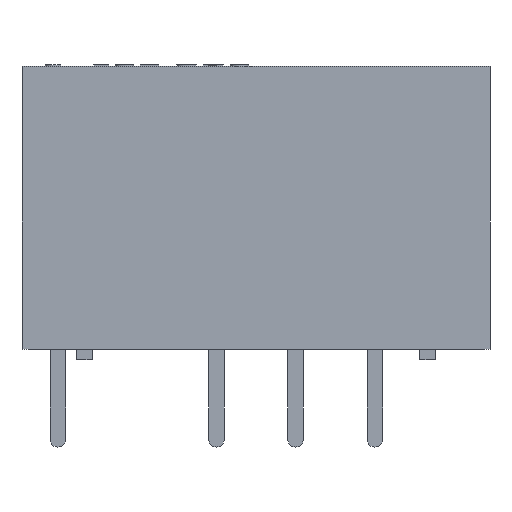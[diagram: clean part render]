
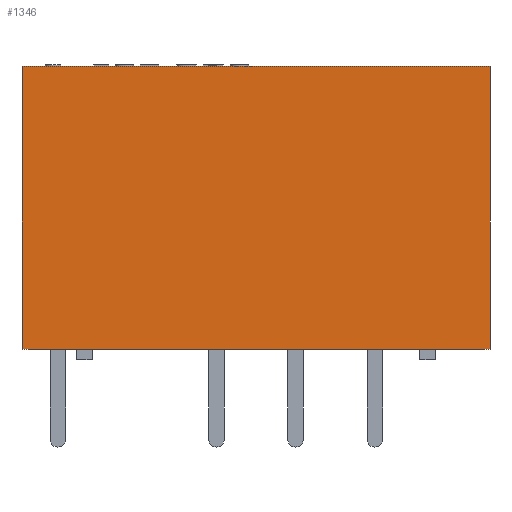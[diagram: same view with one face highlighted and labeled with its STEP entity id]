
A CAD part, left-side view. The second image highlights one B-rep face of the part: STEP entity #1346.
In plain terms, the highlighted planar face has unit normal (-1, 0, 0).
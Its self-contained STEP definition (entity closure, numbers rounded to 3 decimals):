
#24 = VERTEX_POINT('',#25);
#25 = CARTESIAN_POINT('',(-3.75,6.2,0.33));
#31 = EDGE_CURVE('',#24,#32,#34,.T.);
#32 = VERTEX_POINT('',#33);
#33 = CARTESIAN_POINT('',(-3.75,6.2,9.4));
#34 = LINE('',#35,#36);
#35 = CARTESIAN_POINT('',(-3.75,6.2,0.));
#36 = VECTOR('',#37,1.);
#37 = DIRECTION('',(0.,0.,1.));
#70 = EDGE_CURVE('',#71,#24,#73,.T.);
#71 = VERTEX_POINT('',#72);
#72 = CARTESIAN_POINT('',(-3.75,-8.8,0.33));
#73 = LINE('',#74,#75);
#74 = CARTESIAN_POINT('',(-3.75,-1.3,0.33));
#75 = VECTOR('',#76,1.);
#76 = DIRECTION('',(0.,1.,0.));
#153 = VERTEX_POINT('',#154);
#154 = CARTESIAN_POINT('',(-3.75,-8.8,9.4));
#160 = EDGE_CURVE('',#153,#32,#161,.T.);
#161 = LINE('',#162,#163);
#162 = CARTESIAN_POINT('',(-3.75,-8.8,9.4));
#163 = VECTOR('',#164,1.);
#164 = DIRECTION('',(0.,1.,0.));
#1346 = ADVANCED_FACE('',(#1347),#1358,.T.);
#1347 = FACE_BOUND('',#1348,.T.);
#1348 = EDGE_LOOP('',(#1349,#1350,#1356,#1357));
#1349 = ORIENTED_EDGE('',*,*,#70,.F.);
#1350 = ORIENTED_EDGE('',*,*,#1351,.T.);
#1351 = EDGE_CURVE('',#71,#153,#1352,.T.);
#1352 = LINE('',#1353,#1354);
#1353 = CARTESIAN_POINT('',(-3.75,-8.8,0.));
#1354 = VECTOR('',#1355,1.);
#1355 = DIRECTION('',(0.,0.,1.));
#1356 = ORIENTED_EDGE('',*,*,#160,.T.);
#1357 = ORIENTED_EDGE('',*,*,#31,.F.);
#1358 = PLANE('',#1359);
#1359 = AXIS2_PLACEMENT_3D('',#1360,#1361,#1362);
#1360 = CARTESIAN_POINT('',(-3.75,-8.8,0.));
#1361 = DIRECTION('',(-1.,0.,0.));
#1362 = DIRECTION('',(0.,1.,0.));
